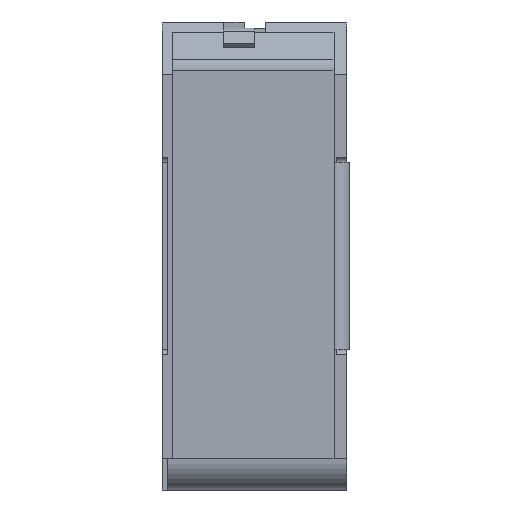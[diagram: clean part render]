
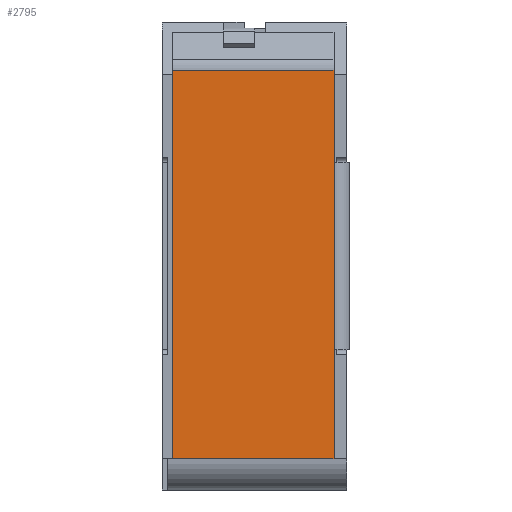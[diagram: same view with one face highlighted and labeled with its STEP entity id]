
A CAD part, left-side view. The second image highlights one B-rep face of the part: STEP entity #2795.
In plain terms, the highlighted planar face has unit normal (-1, 0, 0).
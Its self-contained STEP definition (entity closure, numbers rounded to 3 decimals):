
#128 = CARTESIAN_POINT ( 'NONE',  ( -2.35, 0.15, 0.9 ) ) ;
#154 = CARTESIAN_POINT ( 'NONE',  ( -2.35, 0.15, -1.95 ) ) ;
#287 = DIRECTION ( 'NONE',  ( 1., 0., 0. ) ) ;
#313 = VECTOR ( 'NONE', #3217, 1000. ) ;
#334 = DIRECTION ( 'NONE',  ( 0., 0., -1. ) ) ;
#387 = VERTEX_POINT ( 'NONE', #128 ) ;
#392 = EDGE_CURVE ( 'NONE', #387, #798, #3360, .T. ) ;
#487 = ORIENTED_EDGE ( 'NONE', *, *, #392, .F. ) ;
#507 = ORIENTED_EDGE ( 'NONE', *, *, #2326, .T. ) ;
#561 = VECTOR ( 'NONE', #2943, 1000. ) ;
#696 = LINE ( 'NONE', #154, #561 ) ;
#788 = VERTEX_POINT ( 'NONE', #3139 ) ;
#798 = VERTEX_POINT ( 'NONE', #1924 ) ;
#858 = DIRECTION ( 'NONE',  ( 0., 1., 0. ) ) ;
#897 = EDGE_CURVE ( 'NONE', #2353, #3385, #3786, .T. ) ;
#925 = ORIENTED_EDGE ( 'NONE', *, *, #2832, .T. ) ;
#962 = CARTESIAN_POINT ( 'NONE',  ( -2.35, 0.15, -1.95 ) ) ;
#1434 = EDGE_LOOP ( 'NONE', ( #925, #2040, #2560, #487, #507, #1804 ) ) ;
#1480 = VECTOR ( 'NONE', #1861, 1000. ) ;
#1727 = VECTOR ( 'NONE', #3131, 1000. ) ;
#1794 = AXIS2_PLACEMENT_3D ( 'NONE', #3648, #287, #334 ) ;
#1804 = ORIENTED_EDGE ( 'NONE', *, *, #897, .T. ) ;
#1861 = DIRECTION ( 'NONE',  ( 0., 0., 1. ) ) ;
#1924 = CARTESIAN_POINT ( 'NONE',  ( -2.35, 0.15, -0.9 ) ) ;
#2040 = ORIENTED_EDGE ( 'NONE', *, *, #2418, .F. ) ;
#2274 = CARTESIAN_POINT ( 'NONE',  ( -2.35, 0.15, 1.788 ) ) ;
#2312 = VECTOR ( 'NONE', #858, 1000. ) ;
#2326 = EDGE_CURVE ( 'NONE', #387, #2353, #696, .T. ) ;
#2347 = CARTESIAN_POINT ( 'NONE',  ( -2.35, 0.15, -1.95 ) ) ;
#2353 = VERTEX_POINT ( 'NONE', #3567 ) ;
#2418 = EDGE_CURVE ( 'NONE', #3982, #788, #2932, .T. ) ;
#2474 = CARTESIAN_POINT ( 'NONE',  ( -2.35, 1.7, 0.9 ) ) ;
#2483 = LINE ( 'NONE', #962, #1480 ) ;
#2559 = DIRECTION ( 'NONE',  ( 0., 1., 0. ) ) ;
#2560 = ORIENTED_EDGE ( 'NONE', *, *, #2817, .T. ) ;
#2795 = ADVANCED_FACE ( 'NONE', ( #3027 ), #3932, .F. ) ;
#2817 = EDGE_CURVE ( 'NONE', #3982, #798, #2483, .T. ) ;
#2832 = EDGE_CURVE ( 'NONE', #3385, #788, #3542, .T. ) ;
#2891 = CARTESIAN_POINT ( 'NONE',  ( -2.35, 1.7, 1.788 ) ) ;
#2932 = LINE ( 'NONE', #3000, #2312 ) ;
#2942 = CARTESIAN_POINT ( 'NONE',  ( -2.35, 0.15, 0.9 ) ) ;
#2943 = DIRECTION ( 'NONE',  ( 0., 0., 1. ) ) ;
#3000 = CARTESIAN_POINT ( 'NONE',  ( -2.35, 0.15, -1.95 ) ) ;
#3027 = FACE_OUTER_BOUND ( 'NONE', #1434, .T. ) ;
#3131 = DIRECTION ( 'NONE',  ( 0., 0., -1. ) ) ;
#3139 = CARTESIAN_POINT ( 'NONE',  ( -2.35, 1.7, -1.95 ) ) ;
#3217 = DIRECTION ( 'NONE',  ( 0., 0., -1. ) ) ;
#3319 = VECTOR ( 'NONE', #2559, 1000. ) ;
#3360 = LINE ( 'NONE', #2942, #313 ) ;
#3385 = VERTEX_POINT ( 'NONE', #2891 ) ;
#3542 = LINE ( 'NONE', #2474, #1727 ) ;
#3567 = CARTESIAN_POINT ( 'NONE',  ( -2.35, 0.15, 1.788 ) ) ;
#3648 = CARTESIAN_POINT ( 'NONE',  ( -2.35, 1.7, 0.9 ) ) ;
#3786 = LINE ( 'NONE', #2274, #3319 ) ;
#3932 = PLANE ( 'NONE',  #1794 ) ;
#3982 = VERTEX_POINT ( 'NONE', #2347 ) ;
